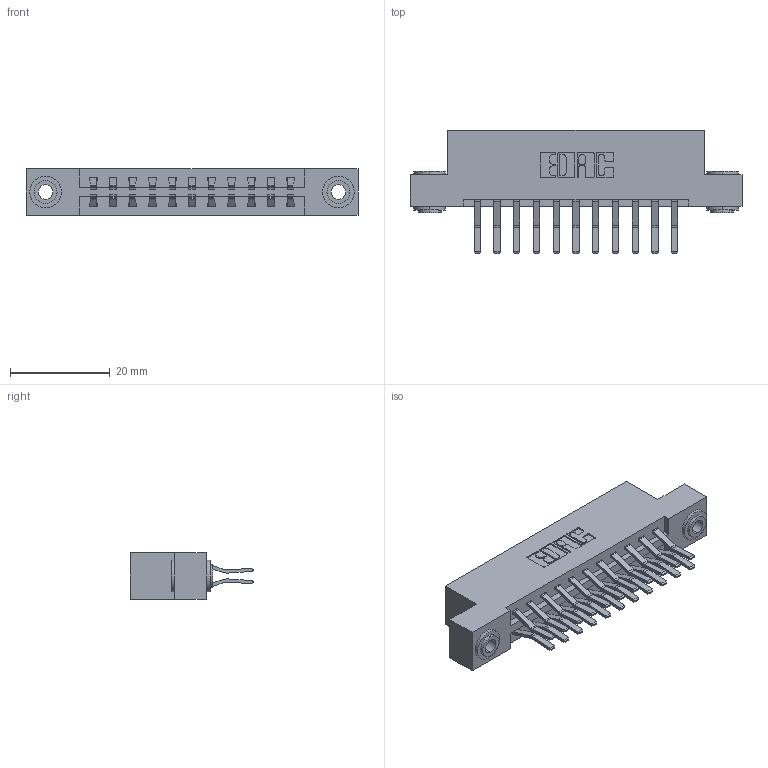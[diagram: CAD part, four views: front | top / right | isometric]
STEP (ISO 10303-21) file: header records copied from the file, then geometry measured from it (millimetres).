
FILE_DESCRIPTION (( 'STEP AP203' ), '1' );
FILE_NAME ('337-022-560-203.STEP', '2018-08-05T15:56:46', ( '' ), ( '' ), 'SwSTEP 2.0', 'SolidWorks 2016', '' );
FILE_SCHEMA (( 'CONFIG_CONTROL_DESIGN' ));
Length unit declared in the file: inch
Products named in the file (4): 337 Part_Flush Mounting Lugs - 0.156 Dia-TH; 345-292-001_560 Tail; 345-250-002_345-250-002-102; 337-022-560-203
Assembly tree (25 placements, depth 2):
  337-022-560-203
    337 Part_Flush Mounting Lugs - 0.156 Dia-TH
    345-292-001_560 Tail  x22
    345-250-002_345-250-002-102  x2
Bounding box: 66.6 x 24.78 x 9.4 mm (x, y, z)
Volume: 6769.7 mm3; surface area: 7993.7 mm2
Topology: 25 solids, 25 shells, 1384 faces, 4061 edges, 2674 vertices
Faces by surface type: plane 916, cylinder 460, cone 8
Entity records: 13276 total; most frequent: CARTESIAN_POINT 2237, ORIENTED_EDGE 2166, DIRECTION 1997, EDGE_CURVE 1083, LINE 927, VECTOR 927, VERTEX_POINT 718, AXIS2_PLACEMENT_3D 535
